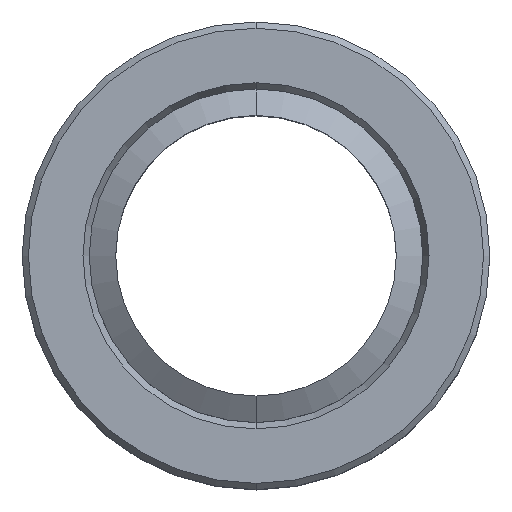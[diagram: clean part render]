
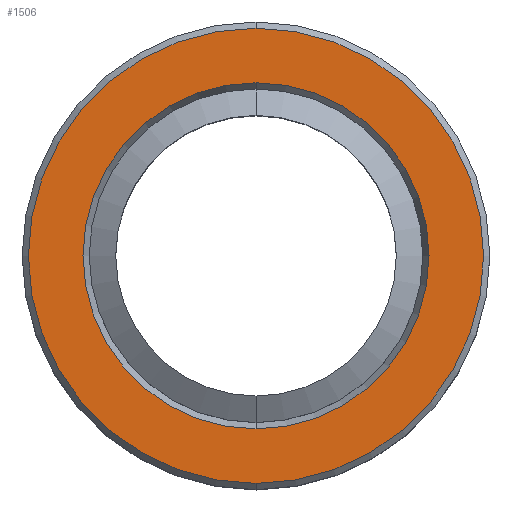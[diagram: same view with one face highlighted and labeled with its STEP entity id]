
A CAD part, top view. The second image highlights one B-rep face of the part: STEP entity #1506.
In plain terms, the highlighted planar face has unit normal (0, 0, 1).
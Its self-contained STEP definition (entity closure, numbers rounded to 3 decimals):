
#14 = CIRCLE ( 'NONE', #439, 7.049 ) ;
#34 = CARTESIAN_POINT ( 'NONE',  ( 0., 0., 0. ) ) ;
#70 = CARTESIAN_POINT ( 'NONE',  ( 9.525, 0., 0. ) ) ;
#76 = PLANE ( 'NONE',  #387 ) ;
#106 = DIRECTION ( 'NONE',  ( 0., 0., 1. ) ) ;
#157 = CARTESIAN_POINT ( 'NONE',  ( 0., 0., 0. ) ) ;
#226 = DIRECTION ( 'NONE',  ( 0., 0., -1. ) ) ;
#239 = CARTESIAN_POINT ( 'NONE',  ( 0., 9.271, 0. ) ) ;
#246 = CARTESIAN_POINT ( 'NONE',  ( 0., -9.271, 0. ) ) ;
#266 = CARTESIAN_POINT ( 'NONE',  ( 0., 0., 0. ) ) ;
#275 = ORIENTED_EDGE ( 'NONE', *, *, #1180, .T. ) ;
#276 = CIRCLE ( 'NONE', #440, 7.049 ) ;
#325 = DIRECTION ( 'NONE',  ( 0., 0., 1. ) ) ;
#337 = VERTEX_POINT ( 'NONE', #246 ) ;
#367 = DIRECTION ( 'NONE',  ( 0., 0., -1. ) ) ;
#387 = AXIS2_PLACEMENT_3D ( 'NONE', #70, #578, #1085 ) ;
#413 = DIRECTION ( 'NONE',  ( 0., 1., 0. ) ) ;
#439 = AXIS2_PLACEMENT_3D ( 'NONE', #34, #367, #413 ) ;
#440 = AXIS2_PLACEMENT_3D ( 'NONE', #157, #226, #477 ) ;
#441 = ORIENTED_EDGE ( 'NONE', *, *, #1100, .T. ) ;
#477 = DIRECTION ( 'NONE',  ( 0., 1., 0. ) ) ;
#524 = CARTESIAN_POINT ( 'NONE',  ( 0., 7.049, 0. ) ) ;
#540 = FACE_BOUND ( 'NONE', #1342, .T. ) ;
#566 = VERTEX_POINT ( 'NONE', #1246 ) ;
#578 = DIRECTION ( 'NONE',  ( 0., 0., -1. ) ) ;
#595 = CARTESIAN_POINT ( 'NONE',  ( 0., 0., 0. ) ) ;
#641 = AXIS2_PLACEMENT_3D ( 'NONE', #595, #106, #646 ) ;
#646 = DIRECTION ( 'NONE',  ( 0., 1., 0. ) ) ;
#776 = FACE_OUTER_BOUND ( 'NONE', #1001, .T. ) ;
#785 = ORIENTED_EDGE ( 'NONE', *, *, #1445, .T. ) ;
#794 = CIRCLE ( 'NONE', #641, 9.271 ) ;
#860 = VERTEX_POINT ( 'NONE', #524 ) ;
#1001 = EDGE_LOOP ( 'NONE', ( #441, #275 ) ) ;
#1013 = DIRECTION ( 'NONE',  ( 0., 1., 0. ) ) ;
#1082 = AXIS2_PLACEMENT_3D ( 'NONE', #266, #325, #1013 ) ;
#1085 = DIRECTION ( 'NONE',  ( 0., 1., 0. ) ) ;
#1100 = EDGE_CURVE ( 'NONE', #1239, #337, #1322, .T. ) ;
#1180 = EDGE_CURVE ( 'NONE', #337, #1239, #794, .T. ) ;
#1239 = VERTEX_POINT ( 'NONE', #239 ) ;
#1246 = CARTESIAN_POINT ( 'NONE',  ( 0., -7.049, 0. ) ) ;
#1322 = CIRCLE ( 'NONE', #1082, 9.271 ) ;
#1341 = ORIENTED_EDGE ( 'NONE', *, *, #1437, .T. ) ;
#1342 = EDGE_LOOP ( 'NONE', ( #785, #1341 ) ) ;
#1437 = EDGE_CURVE ( 'NONE', #860, #566, #276, .T. ) ;
#1445 = EDGE_CURVE ( 'NONE', #566, #860, #14, .T. ) ;
#1506 = ADVANCED_FACE ( 'NONE', ( #540, #776 ), #76, .F. ) ;
